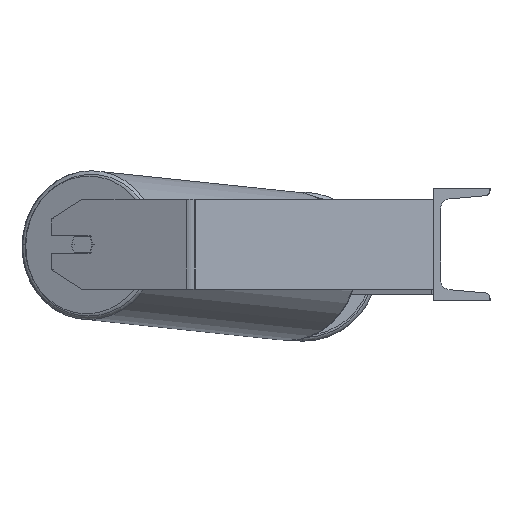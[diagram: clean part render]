
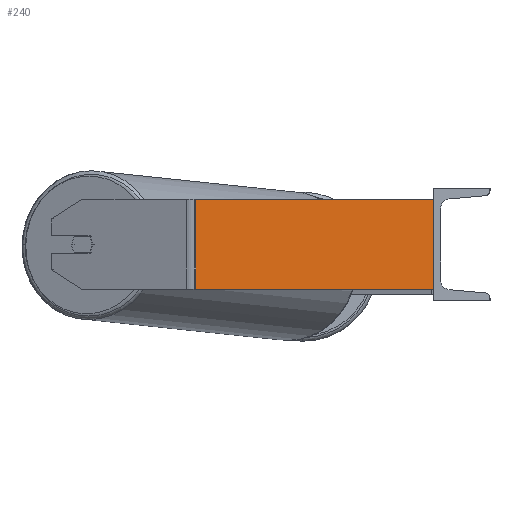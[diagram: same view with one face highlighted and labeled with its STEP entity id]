
A CAD part, left-side view. The second image highlights one B-rep face of the part: STEP entity #240.
In plain terms, the highlighted planar face has unit normal (-0.996, -0.087, 0).
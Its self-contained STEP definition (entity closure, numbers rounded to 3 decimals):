
#73 = CARTESIAN_POINT ( 'NONE',  ( -703.606, 212.673, 40. ) ) ;
#240 = ADVANCED_FACE ( 'NONE', ( #4692 ), #7498, .F. ) ;
#306 = DIRECTION ( 'NONE',  ( 0.087, -0.996, 0. ) ) ;
#569 = CARTESIAN_POINT ( 'NONE',  ( -703.606, 212.673, -40. ) ) ;
#764 = LINE ( 'NONE', #73, #2370 ) ;
#1225 = ORIENTED_EDGE ( 'NONE', *, *, #5681, .F. ) ;
#1392 = EDGE_CURVE ( 'NONE', #7154, #6589, #4249, .T. ) ;
#2370 = VECTOR ( 'NONE', #5701, 1000. ) ;
#2383 = DIRECTION ( 'NONE',  ( 0.996, 0.087, 0. ) ) ;
#2635 = CARTESIAN_POINT ( 'NONE',  ( -685., 0., 40. ) ) ;
#3067 = CARTESIAN_POINT ( 'NONE',  ( -685., 0., -40. ) ) ;
#3325 = CARTESIAN_POINT ( 'NONE',  ( -703.98, 216.943, 40. ) ) ;
#3478 = VERTEX_POINT ( 'NONE', #7480 ) ;
#3648 = EDGE_CURVE ( 'NONE', #9050, #6589, #8028, .T. ) ;
#3757 = CARTESIAN_POINT ( 'NONE',  ( -703.98, 216.943, 40. ) ) ;
#3940 = DIRECTION ( 'NONE',  ( 0.087, -0.996, 0. ) ) ;
#4249 = LINE ( 'NONE', #7047, #5050 ) ;
#4692 = FACE_OUTER_BOUND ( 'NONE', #6210, .T. ) ;
#4996 = ORIENTED_EDGE ( 'NONE', *, *, #1392, .F. ) ;
#5050 = VECTOR ( 'NONE', #7793, 1000. ) ;
#5681 = EDGE_CURVE ( 'NONE', #3478, #7154, #7291, .T. ) ;
#5701 = DIRECTION ( 'NONE',  ( 0., 0., -1. ) ) ;
#6128 = ORIENTED_EDGE ( 'NONE', *, *, #3648, .T. ) ;
#6210 = EDGE_LOOP ( 'NONE', ( #6128, #4996, #1225, #7286 ) ) ;
#6589 = VERTEX_POINT ( 'NONE', #3067 ) ;
#6679 = CARTESIAN_POINT ( 'NONE',  ( -703.98, 216.943, -40. ) ) ;
#7047 = CARTESIAN_POINT ( 'NONE',  ( -685., 0., 40. ) ) ;
#7154 = VERTEX_POINT ( 'NONE', #2635 ) ;
#7286 = ORIENTED_EDGE ( 'NONE', *, *, #7766, .T. ) ;
#7291 = LINE ( 'NONE', #3757, #8534 ) ;
#7480 = CARTESIAN_POINT ( 'NONE',  ( -703.606, 212.673, 40. ) ) ;
#7498 = PLANE ( 'NONE',  #9011 ) ;
#7766 = EDGE_CURVE ( 'NONE', #3478, #9050, #764, .T. ) ;
#7793 = DIRECTION ( 'NONE',  ( 0., 0., -1. ) ) ;
#8028 = LINE ( 'NONE', #6679, #8623 ) ;
#8534 = VECTOR ( 'NONE', #3940, 1000. ) ;
#8623 = VECTOR ( 'NONE', #306, 1000. ) ;
#9011 = AXIS2_PLACEMENT_3D ( 'NONE', #3325, #2383, #9115 ) ;
#9050 = VERTEX_POINT ( 'NONE', #569 ) ;
#9115 = DIRECTION ( 'NONE',  ( -0.087, 0.996, 0. ) ) ;
